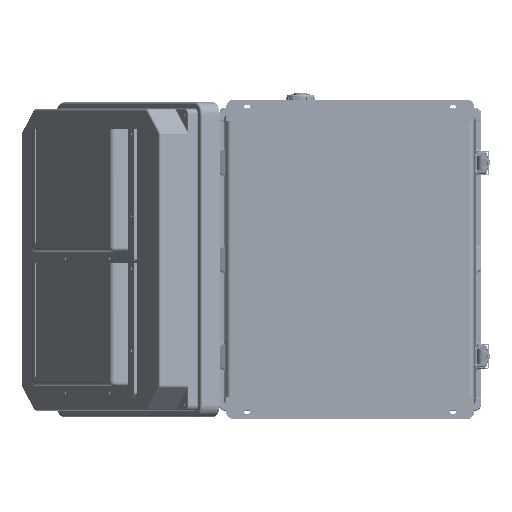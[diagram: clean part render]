
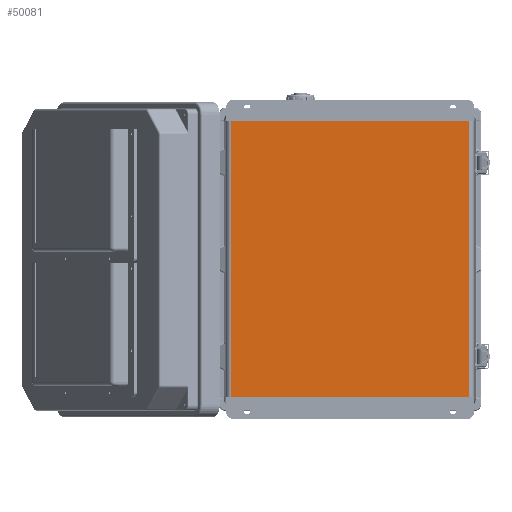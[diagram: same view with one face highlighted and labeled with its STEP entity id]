
A CAD part, front view. The second image highlights one B-rep face of the part: STEP entity #50081.
In plain terms, the highlighted planar face has unit normal (0, -1, 0).
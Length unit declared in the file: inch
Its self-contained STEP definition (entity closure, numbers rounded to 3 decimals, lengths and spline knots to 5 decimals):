
#962 = VERTEX_POINT ( 'NONE', #53503 ) ;
#7468 = PLANE ( 'NONE',  #31517 ) ;
#10805 = CARTESIAN_POINT ( 'NONE',  ( 5.78771, 0.05906, -1.04331 ) ) ;
#13007 = ORIENTED_EDGE ( 'NONE', *, *, #125812, .T. ) ;
#13427 = CARTESIAN_POINT ( 'NONE',  ( -5.78771, 0.05906, -14.4685 ) ) ;
#15321 = DIRECTION ( 'NONE',  ( -1., 0., 0. ) ) ;
#18417 = CARTESIAN_POINT ( 'NONE',  ( 6.11811, 0.05906, -1.04331 ) ) ;
#26284 = EDGE_CURVE ( 'NONE', #86812, #64801, #83793, .T. ) ;
#29483 = DIRECTION ( 'NONE',  ( 0., 0., 1. ) ) ;
#29871 = EDGE_CURVE ( 'NONE', #86952, #962, #131813, .T. ) ;
#31517 = AXIS2_PLACEMENT_3D ( 'NONE', #18417, #115434, #29483 ) ;
#32861 = DIRECTION ( 'NONE',  ( 0., 0., 1. ) ) ;
#37776 = EDGE_CURVE ( 'NONE', #86952, #86812, #77186, .T. ) ;
#50081 = ADVANCED_FACE ( 'NONE', ( #64972 ), #7468, .F. ) ;
#50988 = EDGE_LOOP ( 'NONE', ( #114172, #135493, #125664, #13007 ) ) ;
#53503 = CARTESIAN_POINT ( 'NONE',  ( 5.78771, 0.05906, -1.04331 ) ) ;
#56735 = LINE ( 'NONE', #80815, #111375 ) ;
#64801 = VERTEX_POINT ( 'NONE', #127141 ) ;
#64972 = FACE_OUTER_BOUND ( 'NONE', #50988, .T. ) ;
#71496 = DIRECTION ( 'NONE',  ( -1., 0., 0. ) ) ;
#77186 = LINE ( 'NONE', #139391, #128426 ) ;
#80329 = VECTOR ( 'NONE', #91169, 39.37008 ) ;
#80815 = CARTESIAN_POINT ( 'NONE',  ( 6.11811, 0.05906, -1.04331 ) ) ;
#83793 = LINE ( 'NONE', #102098, #80329 ) ;
#86812 = VERTEX_POINT ( 'NONE', #13427 ) ;
#86952 = VERTEX_POINT ( 'NONE', #136652 ) ;
#91169 = DIRECTION ( 'NONE',  ( 0., 0., 1. ) ) ;
#99338 = VECTOR ( 'NONE', #32861, 39.37008 ) ;
#102098 = CARTESIAN_POINT ( 'NONE',  ( -5.78771, 0.05906, -1.04331 ) ) ;
#111375 = VECTOR ( 'NONE', #15321, 39.37008 ) ;
#114172 = ORIENTED_EDGE ( 'NONE', *, *, #26284, .F. ) ;
#115434 = DIRECTION ( 'NONE',  ( 0., 1., 0. ) ) ;
#125664 = ORIENTED_EDGE ( 'NONE', *, *, #29871, .T. ) ;
#125812 = EDGE_CURVE ( 'NONE', #962, #64801, #56735, .T. ) ;
#127141 = CARTESIAN_POINT ( 'NONE',  ( -5.78771, 0.05906, -1.04331 ) ) ;
#128426 = VECTOR ( 'NONE', #71496, 39.37008 ) ;
#131813 = LINE ( 'NONE', #10805, #99338 ) ;
#135493 = ORIENTED_EDGE ( 'NONE', *, *, #37776, .F. ) ;
#136652 = CARTESIAN_POINT ( 'NONE',  ( 5.78771, 0.05906, -14.4685 ) ) ;
#139391 = CARTESIAN_POINT ( 'NONE',  ( 6.11811, 0.05906, -14.4685 ) ) ;
